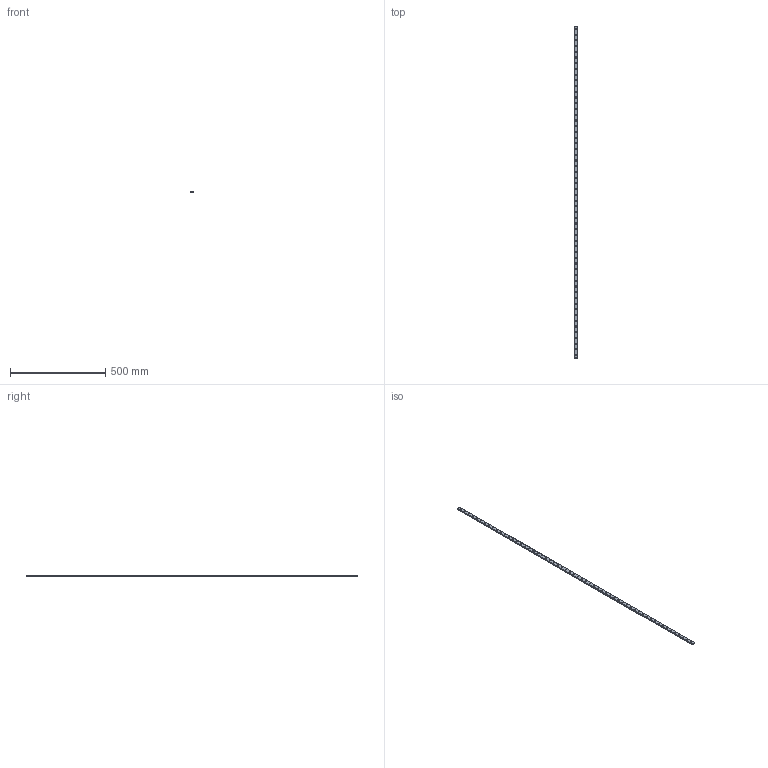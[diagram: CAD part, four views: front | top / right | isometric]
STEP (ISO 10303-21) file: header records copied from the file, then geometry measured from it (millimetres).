
FILE_DESCRIPTION(('STEP AP214'),'1');
FILE_NAME('cctmp_23286BAE-CD20-46D9-82C8-8F971B3793BC_2021_02_22_10_31_48_0571..stp','2021-02-22T09:31:48',('HIWIN GmbH'),('CADClick - www.CADClick.com'),'Spatial InterOp 3D',' ','unknown authorization');
FILE_SCHEMA(('AUTOMOTIVE_DESIGN'));
Length unit declared in the file: millimetre
Products named in the file (1): MGWR09R1740CM_FILE
Bounding box: 18 x 1740 x 7 mm (x, y, z)
Volume: 205700.1 mm3; surface area: 100471.5 mm2
Topology: 1 solids, 1 shells, 617 faces, 1311 edges, 874 vertices
Faces by surface type: cylinder 364, plane 253
Entity records: 21913 total; most frequent: DIRECTION 3275, CARTESIAN_POINT 2803, ORIENTED_EDGE 2622, AXIS2_PLACEMENT_3D 1346, EDGE_CURVE 1311, VERTEX_POINT 874, EDGE_LOOP 795, CIRCLE 728
